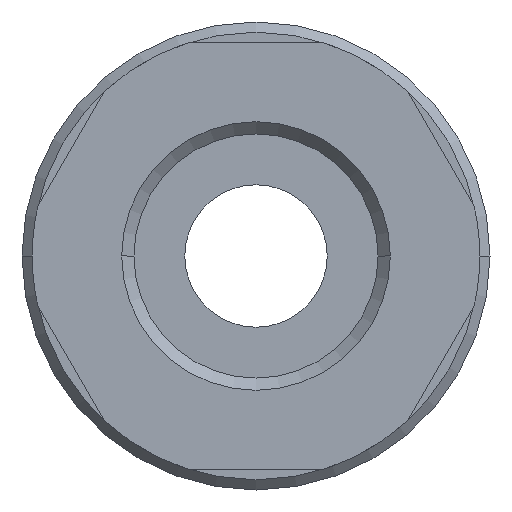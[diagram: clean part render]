
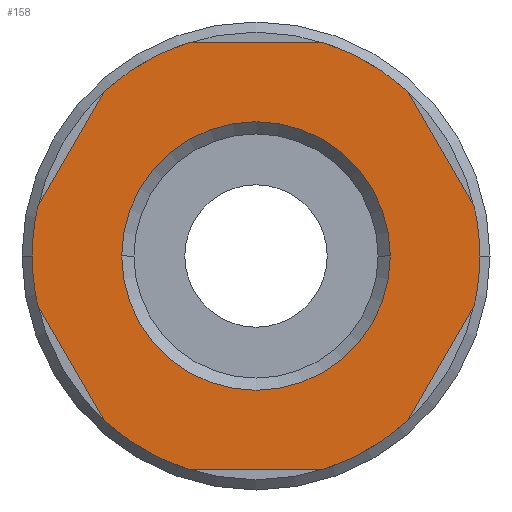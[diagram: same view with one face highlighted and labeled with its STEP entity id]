
A CAD part, front view. The second image highlights one B-rep face of the part: STEP entity #158.
In plain terms, the highlighted planar face has unit normal (0, -1, 0).
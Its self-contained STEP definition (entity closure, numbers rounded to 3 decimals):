
#158=ADVANCED_FACE('',(#393,#394),#395,.T.);
#393=FACE_BOUND('',#708,.T.);
#394=FACE_OUTER_BOUND('',#709,.T.);
#395=PLANE('',#710);
#708=EDGE_LOOP('',(#1112,#1113));
#709=EDGE_LOOP('',(#1114,#1115,#1116,#1117,#1118,#1119,#1120,#1121,#1122,#1123,#1124,#1125,#1126,#1127));
#710=AXIS2_PLACEMENT_3D('',#1128,#1129,#1130);
#1112=ORIENTED_EDGE('',*,*,#1869,.T.);
#1113=ORIENTED_EDGE('',*,*,#1870,.T.);
#1114=ORIENTED_EDGE('',*,*,#1871,.T.);
#1115=ORIENTED_EDGE('',*,*,#1872,.F.);
#1116=ORIENTED_EDGE('',*,*,#1865,.T.);
#1117=ORIENTED_EDGE('',*,*,#1873,.F.);
#1118=ORIENTED_EDGE('',*,*,#1874,.T.);
#1119=ORIENTED_EDGE('',*,*,#1875,.F.);
#1120=ORIENTED_EDGE('',*,*,#1876,.F.);
#1121=ORIENTED_EDGE('',*,*,#1877,.T.);
#1122=ORIENTED_EDGE('',*,*,#1878,.F.);
#1123=ORIENTED_EDGE('',*,*,#1879,.T.);
#1124=ORIENTED_EDGE('',*,*,#1880,.F.);
#1125=ORIENTED_EDGE('',*,*,#1881,.T.);
#1126=ORIENTED_EDGE('',*,*,#1882,.F.);
#1127=ORIENTED_EDGE('',*,*,#1883,.F.);
#1128=CARTESIAN_POINT('',(5.5,0.0,0.0));
#1129=DIRECTION('',(-0.0,-1.0,-0.0));
#1130=DIRECTION('',(-1.0,0.0,0.0));
#1865=EDGE_CURVE('',#2240,#2237,#2241,.T.);
#1869=EDGE_CURVE('',#2246,#2247,#2248,.T.);
#1870=EDGE_CURVE('',#2247,#2246,#2249,.T.);
#1871=EDGE_CURVE('',#2250,#2251,#2252,.T.);
#1872=EDGE_CURVE('',#2240,#2251,#2253,.T.);
#1873=EDGE_CURVE('',#2254,#2237,#2255,.T.);
#1874=EDGE_CURVE('',#2254,#2256,#2257,.T.);
#1875=EDGE_CURVE('',#2258,#2256,#2259,.T.);
#1876=EDGE_CURVE('',#2260,#2258,#2261,.T.);
#1877=EDGE_CURVE('',#2260,#2262,#2263,.T.);
#1878=EDGE_CURVE('',#2264,#2262,#2265,.T.);
#1879=EDGE_CURVE('',#2264,#2266,#2267,.T.);
#1880=EDGE_CURVE('',#2268,#2266,#2269,.T.);
#1881=EDGE_CURVE('',#2268,#2270,#2271,.T.);
#1882=EDGE_CURVE('',#2272,#2270,#2273,.T.);
#1883=EDGE_CURVE('',#2250,#2272,#2274,.T.);
#2237=VERTEX_POINT('',#2798);
#2240=VERTEX_POINT('',#2802);
#2241=LINE('',#2803,#2804);
#2246=VERTEX_POINT('',#2811);
#2247=VERTEX_POINT('',#2812);
#2248=CIRCLE('',#2813,6.6);
#2249=CIRCLE('',#2814,6.6);
#2250=VERTEX_POINT('',#2815);
#2251=VERTEX_POINT('',#2816);
#2252=LINE('',#2817,#2818);
#2253=CIRCLE('',#2819,11.0);
#2254=VERTEX_POINT('',#2820);
#2255=CIRCLE('',#2821,11.0);
#2256=VERTEX_POINT('',#2822);
#2257=LINE('',#2823,#2824);
#2258=VERTEX_POINT('',#2825);
#2259=CIRCLE('',#2826,11.0);
#2260=VERTEX_POINT('',#2827);
#2261=CIRCLE('',#2828,11.0);
#2262=VERTEX_POINT('',#2829);
#2263=LINE('',#2830,#2831);
#2264=VERTEX_POINT('',#2832);
#2265=CIRCLE('',#2833,11.0);
#2266=VERTEX_POINT('',#2834);
#2267=LINE('',#2835,#2836);
#2268=VERTEX_POINT('',#2837);
#2269=CIRCLE('',#2838,11.0);
#2270=VERTEX_POINT('',#2839);
#2271=LINE('',#2840,#2841);
#2272=VERTEX_POINT('',#2842);
#2273=CIRCLE('',#2843,11.0);
#2274=CIRCLE('',#2844,11.0);
#2798=CARTESIAN_POINT('',(3.279,0.0,-10.5));
#2802=CARTESIAN_POINT('',(-3.279,0.0,-10.5));
#2803=CARTESIAN_POINT('',(2.75,0.0,-10.5));
#2804=VECTOR('',#3450,1.0);
#2811=CARTESIAN_POINT('',(-6.6,0.0,0.));
#2812=CARTESIAN_POINT('',(6.6,0.0,0.));
#2813=AXIS2_PLACEMENT_3D('',#3453,#3454,#3455);
#2814=AXIS2_PLACEMENT_3D('',#3456,#3457,#3458);
#2815=CARTESIAN_POINT('',(-10.733,0.0,-2.411));
#2816=CARTESIAN_POINT('',(-7.454,0.0,-8.089));
#2817=CARTESIAN_POINT('',(-8.406,0.0,-6.441));
#2818=VECTOR('',#3459,1.0);
#2819=AXIS2_PLACEMENT_3D('',#3460,#3461,#3462);
#2820=CARTESIAN_POINT('',(7.454,0.0,-8.089));
#2821=AXIS2_PLACEMENT_3D('',#3463,#3464,#3465);
#2822=CARTESIAN_POINT('',(10.733,0.0,-2.411));
#2823=CARTESIAN_POINT('',(9.781,0.0,-4.059));
#2824=VECTOR('',#3466,1.0);
#2825=CARTESIAN_POINT('',(11.0,0.0,0.));
#2826=AXIS2_PLACEMENT_3D('',#3467,#3468,#3469);
#2827=CARTESIAN_POINT('',(10.733,0.0,2.411));
#2828=AXIS2_PLACEMENT_3D('',#3470,#3471,#3472);
#2829=CARTESIAN_POINT('',(7.454,0.0,8.089));
#2830=CARTESIAN_POINT('',(9.781,0.0,4.059));
#2831=VECTOR('',#3473,1.0);
#2832=CARTESIAN_POINT('',(3.279,0.0,10.5));
#2833=AXIS2_PLACEMENT_3D('',#3474,#3475,#3476);
#2834=CARTESIAN_POINT('',(-3.279,0.0,10.5));
#2835=CARTESIAN_POINT('',(2.75,0.0,10.5));
#2836=VECTOR('',#3477,1.0);
#2837=CARTESIAN_POINT('',(-7.454,0.0,8.089));
#2838=AXIS2_PLACEMENT_3D('',#3478,#3479,#3480);
#2839=CARTESIAN_POINT('',(-10.733,0.0,2.411));
#2840=CARTESIAN_POINT('',(-8.406,0.0,6.441));
#2841=VECTOR('',#3481,1.0);
#2842=CARTESIAN_POINT('',(-11.0,0.0,0.));
#2843=AXIS2_PLACEMENT_3D('',#3482,#3483,#3484);
#2844=AXIS2_PLACEMENT_3D('',#3485,#3486,#3487);
#3450=DIRECTION('',(1.0,-0.0,0.0));
#3453=CARTESIAN_POINT('',(0.0,0.0,0.0));
#3454=DIRECTION('',(-0.0,1.0,0.0));
#3455=DIRECTION('',(1.0,0.0,0.0));
#3456=CARTESIAN_POINT('',(0.0,0.0,0.0));
#3457=DIRECTION('',(-0.0,1.0,0.0));
#3458=DIRECTION('',(1.0,0.0,0.0));
#3459=DIRECTION('',(0.5,0.0,-0.866));
#3460=CARTESIAN_POINT('',(0.0,0.0,0.0));
#3461=DIRECTION('',(-0.0,1.0,0.0));
#3462=DIRECTION('',(1.0,0.0,0.0));
#3463=CARTESIAN_POINT('',(0.0,0.0,0.0));
#3464=DIRECTION('',(-0.0,1.0,0.0));
#3465=DIRECTION('',(1.0,0.0,0.0));
#3466=DIRECTION('',(0.5,-0.0,0.866));
#3467=CARTESIAN_POINT('',(0.0,0.0,0.0));
#3468=DIRECTION('',(-0.0,1.0,0.0));
#3469=DIRECTION('',(1.0,0.0,0.0));
#3470=CARTESIAN_POINT('',(0.0,0.0,0.0));
#3471=DIRECTION('',(-0.0,1.0,0.0));
#3472=DIRECTION('',(1.0,0.0,0.0));
#3473=DIRECTION('',(-0.5,0.0,0.866));
#3474=CARTESIAN_POINT('',(0.0,0.0,0.0));
#3475=DIRECTION('',(-0.0,1.0,0.0));
#3476=DIRECTION('',(1.0,0.0,0.0));
#3477=DIRECTION('',(-1.0,0.0,0.));
#3478=CARTESIAN_POINT('',(0.0,0.0,0.0));
#3479=DIRECTION('',(-0.0,1.0,0.0));
#3480=DIRECTION('',(1.0,0.0,0.0));
#3481=DIRECTION('',(-0.5,0.0,-0.866));
#3482=CARTESIAN_POINT('',(0.0,0.0,0.0));
#3483=DIRECTION('',(-0.0,1.0,0.0));
#3484=DIRECTION('',(1.0,0.0,0.0));
#3485=CARTESIAN_POINT('',(0.0,0.0,0.0));
#3486=DIRECTION('',(-0.0,1.0,0.0));
#3487=DIRECTION('',(1.0,0.0,0.0));
